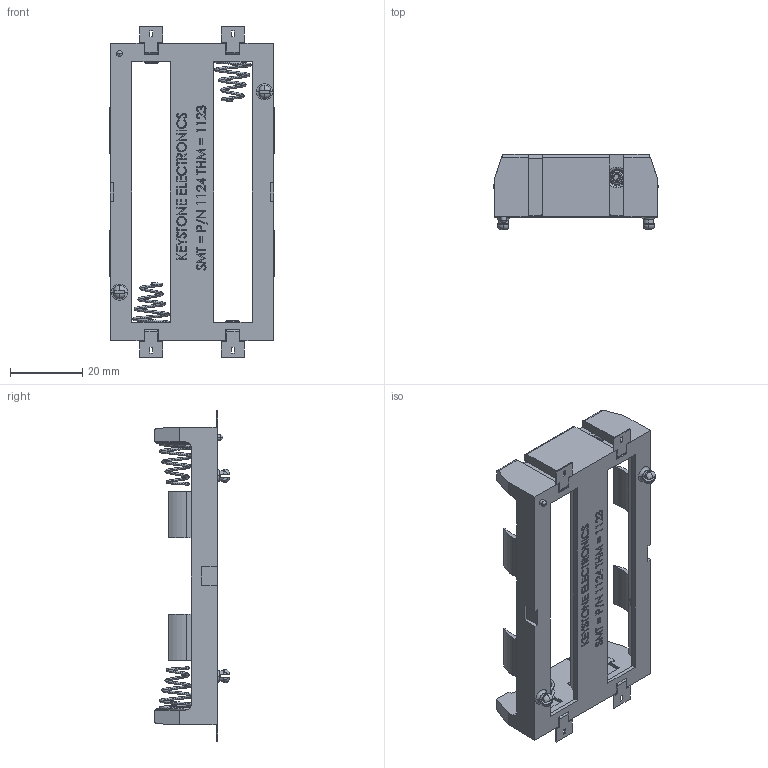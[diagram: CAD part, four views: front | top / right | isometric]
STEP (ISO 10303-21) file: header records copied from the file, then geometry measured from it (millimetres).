
FILE_DESCRIPTION (( 'STEP AP214' ), '1' );
FILE_NAME ('keystone-PN1124.STEP', '2021-01-22T20:30:13', ( '' ), ( '' ), 'SwSTEP 2.0', 'SolidWorks 2018', '' );
FILE_SCHEMA (( 'AUTOMOTIVE_DESIGN' ));
Length unit declared in the file: inch
Products named in the file (1): keystone-PN1124
Bounding box: 45.32 x 20.7 x 91.24 mm (x, y, z)
Volume: 13359.4 mm3; surface area: 13380.9 mm2
Topology: 9 solids, 9 shells, 1018 faces, 2614 edges, 1676 vertices
Faces by surface type: plane 714, bspline 128, cylinder 90, torus 66, cone 20
Entity records: 41907 total; most frequent: CARTESIAN_POINT 17686, ORIENTED_EDGE 5228, DIRECTION 4486, EDGE_CURVE 2614, LINE 1968, VECTOR 1968, VERTEX_POINT 1676, AXIS2_PLACEMENT_3D 1259
